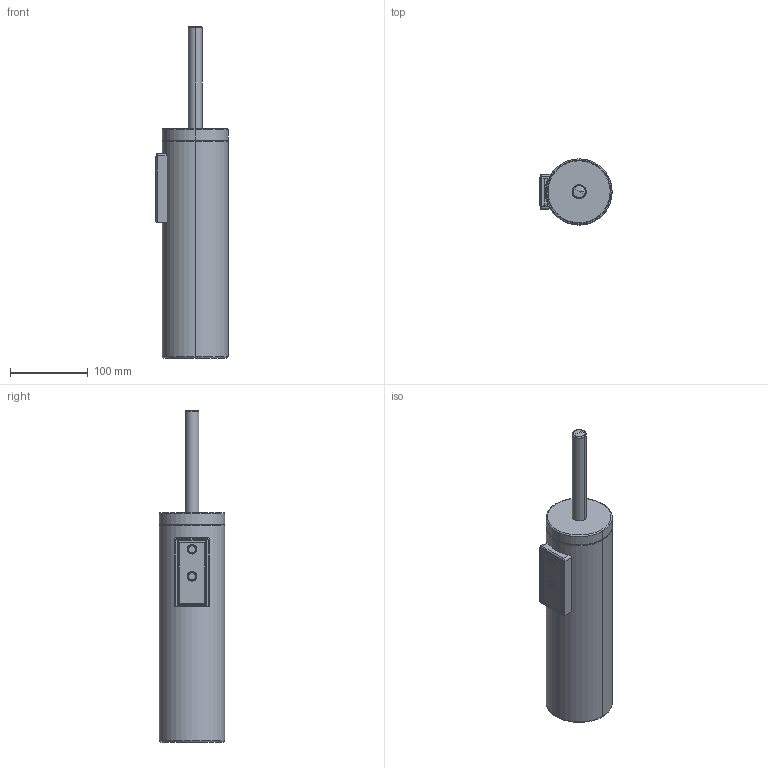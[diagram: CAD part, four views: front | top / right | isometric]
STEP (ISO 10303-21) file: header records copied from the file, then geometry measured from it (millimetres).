
FILE_DESCRIPTION(('CAx-IF Rec.Pracs.---Model Styling and Organization---1.2---2011-12-15','CAx-IF Rec.Pracs.---Geometric and Assembly Validation Properties---4.1---2014-06-16','CAx-IF Rec.Pracs.---PMI Polyline Presentation---2.0---2013-05-24'),'2;1');
FILE_NAME('1000136653_PPR_000.stp','2020-10-29T11:12:54+01:00',(''),(''),'STEP Interface 4.3 by CT CoreTechnologie','3D_Evolution4.3 by CT CoreTechnologie','');
FILE_SCHEMA(('AP203_CONFIGURATION_CONTROLLED_3D_DESIGN_OF_MECHANICAL_PARTS_AND_ASSEMBLIES_MIM_LF'));
Length unit declared in the file: millimetre
Products named in the file (11): P_2 AX Uni.Circular Toilettenbür.h.Wandm 1000136653_PPR_000_A0; P_2 Toilettenbürstenhalter AX BO 1000142343_PPR_000_A0; P_2 Gehäuse Toilettenbürstenhalter AX BO 1000148632_PPA_000_A0; P_2 Bef. Toilettenbürstenhalter AX BO 1000148631_PPA_000_A0; P_2 Befestigungsschiene Accessoires B&O 1000148624_PPA_000_A0; P_2 Einsatz Toilettenbürste AX BO 1000148635_PPA_000_A0; P_2 Wandbefestigung Accessoires B&O 1000148622_PPA_000_A0; P_2 WC-Bürstenhalter AX BO 1000136833_PPR_000_A0; P_2 Deckel WC-Bürste AX BO 1000148639_PPA_000_A0; P_2 Griff WC-Bürste AX BO 1000148637_PPA_000_A0; P_2 Stopfen Toilettenbuerste B&O 1000148636_PPA_000_A0
Assembly tree (11 placements, depth 3):
  P_2 AX Uni.Circular Toilettenbür.h.Wandm 1000136653_PPR_000_A0
    P_2 Toilettenbürstenhalter AX BO 1000142343_PPR_000_A0
      P_2 Gehäuse Toilettenbürstenhalter AX BO 1000148632_PPA_000_A0
      P_2 Bef. Toilettenbürstenhalter AX BO 1000148631_PPA_000_A0
      P_2 Befestigungsschiene Accessoires B&O 1000148624_PPA_000_A0  x2
    P_2 Einsatz Toilettenbürste AX BO 1000148635_PPA_000_A0
    P_2 Wandbefestigung Accessoires B&O 1000148622_PPA_000_A0
    P_2 WC-Bürstenhalter AX BO 1000136833_PPR_000_A0
      P_2 Deckel WC-Bürste AX BO 1000148639_PPA_000_A0
      P_2 Griff WC-Bürste AX BO 1000148637_PPA_000_A0
    P_2 Stopfen Toilettenbuerste B&O 1000148636_PPA_000_A0
Bounding box: 93 x 85 x 428 mm (x, y, z)
Volume: 1584169.7 mm3; surface area: 280800.1 mm2
Topology: 9 solids, 9 shells, 295 faces, 686 edges, 400 vertices
Faces by surface type: cylinder 109, bspline 97, plane 89
Entity records: 18761 total; most frequent: CARTESIAN_POINT 8985, DIRECTION 1233, ORIENTED_EDGE 1192, EDGE_CURVE 596, AXIS2_PLACEMENT_3D 487, VERTEX_POINT 352, CIRCLE 303, EDGE_LOOP 280
